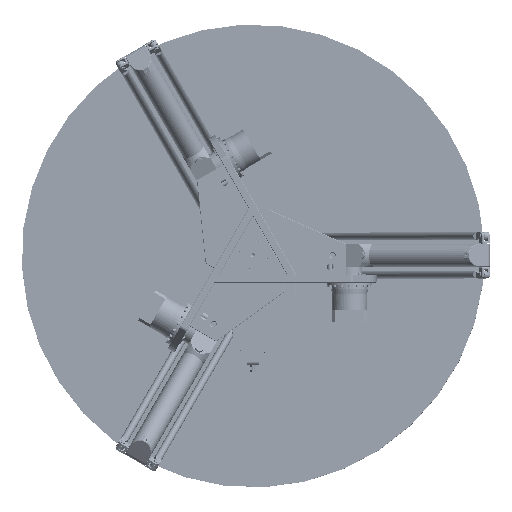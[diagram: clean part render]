
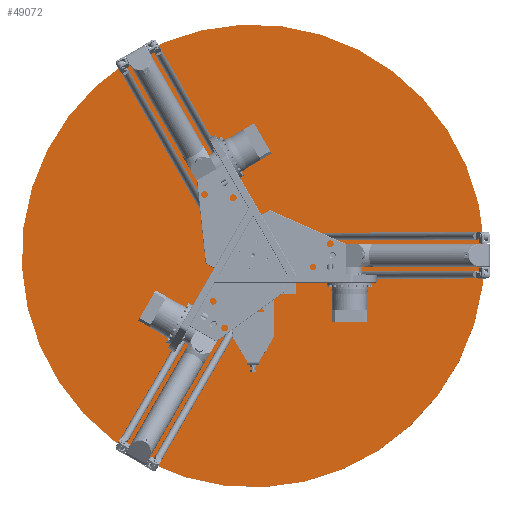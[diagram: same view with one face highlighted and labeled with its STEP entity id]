
A CAD part, top view. The second image highlights one B-rep face of the part: STEP entity #49072.
In plain terms, the highlighted face is planar.
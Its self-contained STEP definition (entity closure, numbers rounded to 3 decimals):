
#2595=CIRCLE('',#53602,600.);
#12015=PLANE('',#53605);
#15700=FACE_OUTER_BOUND('',#18956,.T.);
#18956=EDGE_LOOP('',(#41134));
#23838=VERTEX_POINT('',#109098);
#29836=EDGE_CURVE('',#23838,#23838,#2595,.T.);
#41134=ORIENTED_EDGE('',*,*,#29836,.T.);
#49072=ADVANCED_FACE('',(#15700),#12015,.T.);
#53602=AXIS2_PLACEMENT_3D('',#109099,#64236,#64237);
#53605=AXIS2_PLACEMENT_3D('',#109105,#64243,#64244);
#64236=DIRECTION('center_axis',(0.,0.,-1.));
#64237=DIRECTION('ref_axis',(0.,-1.,0.));
#64243=DIRECTION('center_axis',(0.,0.,-1.));
#64244=DIRECTION('ref_axis',(-1.,0.,0.));
#109098=CARTESIAN_POINT('',(0.,600.,-200.));
#109099=CARTESIAN_POINT('Origin',(0.,0.,-200.));
#109105=CARTESIAN_POINT('Origin',(0.,-300.,-200.));
